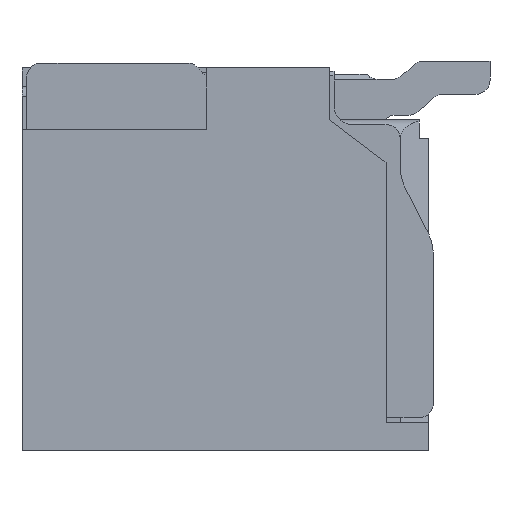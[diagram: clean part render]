
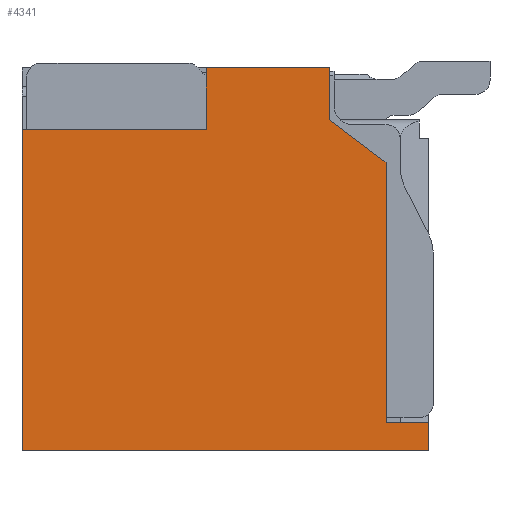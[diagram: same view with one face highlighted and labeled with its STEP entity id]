
A CAD part, left-side view. The second image highlights one B-rep face of the part: STEP entity #4341.
In plain terms, the highlighted planar face has unit normal (-1, 0, 0).
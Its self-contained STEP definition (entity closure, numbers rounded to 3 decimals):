
#59 = CARTESIAN_POINT ( 'NONE',  ( -6., 0.2, 0. ) ) ;
#575 = VERTEX_POINT ( 'NONE', #6127 ) ;
#649 = ORIENTED_EDGE ( 'NONE', *, *, #4103, .F. ) ;
#1241 = DIRECTION ( 'NONE',  ( 0., -1., 0. ) ) ;
#1729 = CARTESIAN_POINT ( 'NONE',  ( -6., -2.15, -1.725 ) ) ;
#1867 = CARTESIAN_POINT ( 'NONE',  ( -6., -1.7, 0. ) ) ;
#1988 = ORIENTED_EDGE ( 'NONE', *, *, #22042, .F. ) ;
#2699 = CARTESIAN_POINT ( 'NONE',  ( -6., 2.15, -2.025 ) ) ;
#2919 = CARTESIAN_POINT ( 'NONE',  ( -6., 0., 0. ) ) ;
#3214 = VECTOR ( 'NONE', #10678, 1000. ) ;
#3484 = LINE ( 'NONE', #22212, #17128 ) ;
#3848 = CARTESIAN_POINT ( 'NONE',  ( -6., 0., -2.025 ) ) ;
#3885 = VERTEX_POINT ( 'NONE', #2699 ) ;
#4021 = DIRECTION ( 'NONE',  ( 0., 0., 1. ) ) ;
#4103 = EDGE_CURVE ( 'NONE', #24127, #23177, #7827, .T. ) ;
#4214 = DIRECTION ( 'NONE',  ( 0., 1., 0. ) ) ;
#4341 = ADVANCED_FACE ( 'NONE', ( #23769 ), #14354, .F. ) ;
#4737 = VECTOR ( 'NONE', #4021, 1000. ) ;
#5125 = VERTEX_POINT ( 'NONE', #10991 ) ;
#5186 = ORIENTED_EDGE ( 'NONE', *, *, #23106, .F. ) ;
#5192 = VECTOR ( 'NONE', #4214, 1000. ) ;
#5607 = VERTEX_POINT ( 'NONE', #21387 ) ;
#5616 = DIRECTION ( 'NONE',  ( 0., -1., 0. ) ) ;
#5732 = EDGE_CURVE ( 'NONE', #22713, #18539, #20023, .T. ) ;
#5947 = EDGE_CURVE ( 'NONE', #23177, #22713, #18992, .T. ) ;
#6127 = CARTESIAN_POINT ( 'NONE',  ( -6., 0.2, 2.025 ) ) ;
#6149 = ORIENTED_EDGE ( 'NONE', *, *, #16926, .F. ) ;
#7327 = CARTESIAN_POINT ( 'NONE',  ( -6., 0.2, 1.375 ) ) ;
#7456 = VECTOR ( 'NONE', #7705, 1000. ) ;
#7698 = ORIENTED_EDGE ( 'NONE', *, *, #5947, .F. ) ;
#7705 = DIRECTION ( 'NONE',  ( 0., 0., 1. ) ) ;
#7827 = LINE ( 'NONE', #15473, #16719 ) ;
#8278 = DIRECTION ( 'NONE',  ( 0., 0., 1. ) ) ;
#8990 = VECTOR ( 'NONE', #1241, 1000. ) ;
#9525 = CARTESIAN_POINT ( 'NONE',  ( -6., -1.1, 1.475 ) ) ;
#9551 = DIRECTION ( 'NONE',  ( 0., 0., -1. ) ) ;
#9598 = EDGE_CURVE ( 'NONE', #16770, #18539, #11918, .T. ) ;
#10569 = LINE ( 'NONE', #14453, #11562 ) ;
#10610 = ORIENTED_EDGE ( 'NONE', *, *, #5732, .F. ) ;
#10678 = DIRECTION ( 'NONE',  ( 0., -1., 0. ) ) ;
#10811 = CARTESIAN_POINT ( 'NONE',  ( -6., 0., -1.725 ) ) ;
#10935 = EDGE_CURVE ( 'NONE', #3885, #5607, #19370, .T. ) ;
#10991 = CARTESIAN_POINT ( 'NONE',  ( -6., -1.1, 2.025 ) ) ;
#11221 = VECTOR ( 'NONE', #9551, 1000. ) ;
#11536 = ORIENTED_EDGE ( 'NONE', *, *, #9598, .T. ) ;
#11562 = VECTOR ( 'NONE', #18124, 1000. ) ;
#11881 = EDGE_LOOP ( 'NONE', ( #12515, #11536, #10610, #7698, #649, #6149, #1988, #12509, #5186, #23463 ) ) ;
#11918 = LINE ( 'NONE', #17613, #22222 ) ;
#12509 = ORIENTED_EDGE ( 'NONE', *, *, #14948, .F. ) ;
#12515 = ORIENTED_EDGE ( 'NONE', *, *, #17626, .F. ) ;
#12563 = CARTESIAN_POINT ( 'NONE',  ( -6., 0., 2.025 ) ) ;
#12600 = DIRECTION ( 'NONE',  ( 1., 0., 0. ) ) ;
#12813 = LINE ( 'NONE', #12563, #8990 ) ;
#13976 = CARTESIAN_POINT ( 'NONE',  ( -6., -2.15, -2.025 ) ) ;
#14354 = PLANE ( 'NONE',  #15160 ) ;
#14453 = CARTESIAN_POINT ( 'NONE',  ( -6., -1.1, 0. ) ) ;
#14948 = EDGE_CURVE ( 'NONE', #18263, #575, #17175, .T. ) ;
#15160 = AXIS2_PLACEMENT_3D ( 'NONE', #2919, #12600, #20879 ) ;
#15473 = CARTESIAN_POINT ( 'NONE',  ( -6., -1.1, 1.475 ) ) ;
#16719 = VECTOR ( 'NONE', #18816, 1000. ) ;
#16770 = VERTEX_POINT ( 'NONE', #13976 ) ;
#16926 = EDGE_CURVE ( 'NONE', #5125, #24127, #10569, .T. ) ;
#17128 = VECTOR ( 'NONE', #5616, 1000. ) ;
#17175 = LINE ( 'NONE', #59, #7456 ) ;
#17613 = CARTESIAN_POINT ( 'NONE',  ( -6., -2.15, -0.375 ) ) ;
#17626 = EDGE_CURVE ( 'NONE', #16770, #3885, #20970, .T. ) ;
#18124 = DIRECTION ( 'NONE',  ( 0., 0., -1. ) ) ;
#18263 = VERTEX_POINT ( 'NONE', #7327 ) ;
#18539 = VERTEX_POINT ( 'NONE', #1729 ) ;
#18816 = DIRECTION ( 'NONE',  ( 0., -0.8, -0.6 ) ) ;
#18992 = LINE ( 'NONE', #1867, #11221 ) ;
#19370 = LINE ( 'NONE', #21139, #4737 ) ;
#20023 = LINE ( 'NONE', #10811, #3214 ) ;
#20733 = CARTESIAN_POINT ( 'NONE',  ( -6., -1.7, 1.025 ) ) ;
#20879 = DIRECTION ( 'NONE',  ( 0., 0., -1. ) ) ;
#20970 = LINE ( 'NONE', #3848, #5192 ) ;
#21139 = CARTESIAN_POINT ( 'NONE',  ( -6., 2.15, 0. ) ) ;
#21387 = CARTESIAN_POINT ( 'NONE',  ( -6., 2.15, 1.375 ) ) ;
#21514 = CARTESIAN_POINT ( 'NONE',  ( -6., -1.7, -1.725 ) ) ;
#22042 = EDGE_CURVE ( 'NONE', #575, #5125, #12813, .T. ) ;
#22212 = CARTESIAN_POINT ( 'NONE',  ( -6., 0., 1.375 ) ) ;
#22222 = VECTOR ( 'NONE', #8278, 1000. ) ;
#22713 = VERTEX_POINT ( 'NONE', #21514 ) ;
#23106 = EDGE_CURVE ( 'NONE', #5607, #18263, #3484, .T. ) ;
#23177 = VERTEX_POINT ( 'NONE', #20733 ) ;
#23463 = ORIENTED_EDGE ( 'NONE', *, *, #10935, .F. ) ;
#23769 = FACE_OUTER_BOUND ( 'NONE', #11881, .T. ) ;
#24127 = VERTEX_POINT ( 'NONE', #9525 ) ;
